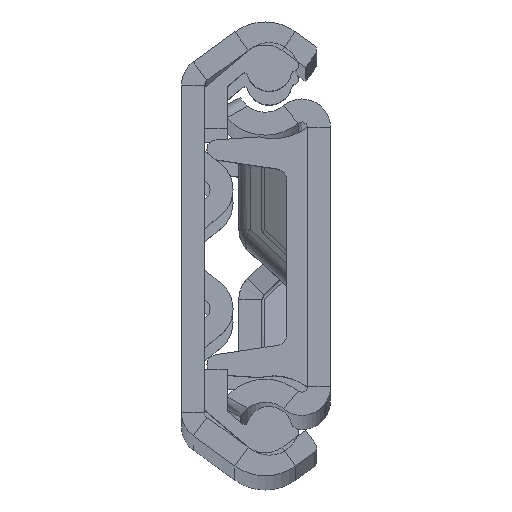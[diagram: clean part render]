
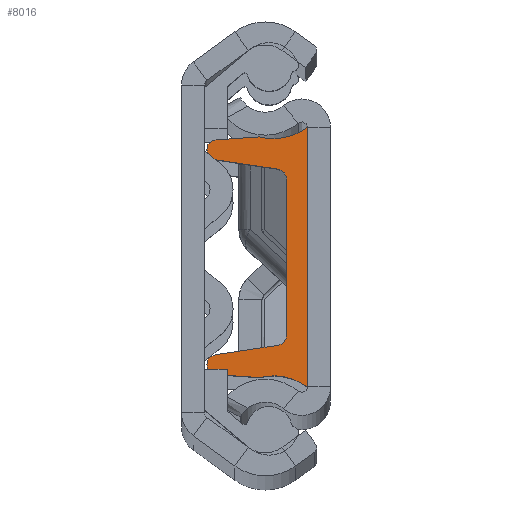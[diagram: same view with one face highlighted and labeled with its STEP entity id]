
A CAD part, top view. The second image highlights one B-rep face of the part: STEP entity #8016.
In plain terms, the highlighted face is planar.
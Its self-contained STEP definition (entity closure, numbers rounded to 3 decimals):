
#115 = CARTESIAN_POINT ( 'NONE',  ( 6., 10.248, 7.983 ) ) ;
#134 = CARTESIAN_POINT ( 'NONE',  ( 6., 8.51, 8.055 ) ) ;
#335 = AXIS2_PLACEMENT_3D ( 'NONE', #7397, #4291, #389 ) ;
#388 = LINE ( 'NONE', #8179, #4936 ) ;
#389 = DIRECTION ( 'NONE',  ( 0., 0., -1. ) ) ;
#430 = LINE ( 'NONE', #6551, #3881 ) ;
#460 = AXIS2_PLACEMENT_3D ( 'NONE', #7661, #9115, #1652 ) ;
#469 = CARTESIAN_POINT ( 'NONE',  ( 6., -6.708, 1.8 ) ) ;
#623 = CIRCLE ( 'NONE', #460, 5. ) ;
#696 = CIRCLE ( 'NONE', #7513, 0.875 ) ;
#729 = AXIS2_PLACEMENT_3D ( 'NONE', #7539, #4633, #6796 ) ;
#871 = DIRECTION ( 'NONE',  ( 0., 0., -1. ) ) ;
#895 = ORIENTED_EDGE ( 'NONE', *, *, #5199, .T. ) ;
#924 = PLANE ( 'NONE',  #729 ) ;
#1080 = CARTESIAN_POINT ( 'NONE',  ( 6., -15.35, 3. ) ) ;
#1194 = CARTESIAN_POINT ( 'NONE',  ( 6., 10.5, 4.216 ) ) ;
#1221 = ORIENTED_EDGE ( 'NONE', *, *, #1598, .T. ) ;
#1272 = AXIS2_PLACEMENT_3D ( 'NONE', #4523, #8384, #6785 ) ;
#1518 = VECTOR ( 'NONE', #7690, 1000. ) ;
#1553 = CARTESIAN_POINT ( 'NONE',  ( 6., -10.5, 4.216 ) ) ;
#1598 = EDGE_CURVE ( 'NONE', #9612, #2841, #6063, .T. ) ;
#1652 = DIRECTION ( 'NONE',  ( 0., 0., -1. ) ) ;
#1763 = DIRECTION ( 'NONE',  ( 0., 0., -1. ) ) ;
#1842 = VERTEX_POINT ( 'NONE', #3001 ) ;
#1989 = CARTESIAN_POINT ( 'NONE',  ( 6., 11.35, 0. ) ) ;
#2079 = VERTEX_POINT ( 'NONE', #1989 ) ;
#2456 = AXIS2_PLACEMENT_3D ( 'NONE', #3136, #7727, #871 ) ;
#2589 = VERTEX_POINT ( 'NONE', #9551 ) ;
#2739 = DIRECTION ( 'NONE',  ( 0., 0., -1. ) ) ;
#2841 = VERTEX_POINT ( 'NONE', #3192 ) ;
#2906 = VERTEX_POINT ( 'NONE', #6989 ) ;
#2935 = CIRCLE ( 'NONE', #6263, 5. ) ;
#3001 = CARTESIAN_POINT ( 'NONE',  ( 6., -10.248, 7.983 ) ) ;
#3131 = DIRECTION ( 'NONE',  ( 0., 0.149, -0.989 ) ) ;
#3136 = CARTESIAN_POINT ( 'NONE',  ( 6., 9.375, 7.925 ) ) ;
#3192 = CARTESIAN_POINT ( 'NONE',  ( 6., 9.375, 8.8 ) ) ;
#3257 = CARTESIAN_POINT ( 'NONE',  ( 6., -6.708, 2.8 ) ) ;
#3544 = DIRECTION ( 'NONE',  ( 0., -0.149, -0.989 ) ) ;
#3601 = EDGE_CURVE ( 'NONE', #4149, #2906, #430, .T. ) ;
#3616 = EDGE_CURVE ( 'NONE', #6242, #4783, #2935, .T. ) ;
#3753 = CIRCLE ( 'NONE', #9298, 0.875 ) ;
#3807 = EDGE_CURVE ( 'NONE', #2841, #4149, #6574, .T. ) ;
#3818 = AXIS2_PLACEMENT_3D ( 'NONE', #3257, #6320, #8559 ) ;
#3881 = VECTOR ( 'NONE', #3544, 1000. ) ;
#4149 = VERTEX_POINT ( 'NONE', #134 ) ;
#4291 = DIRECTION ( 'NONE',  ( 1., 0., 0. ) ) ;
#4464 = DIRECTION ( 'NONE',  ( 0., 0., -1. ) ) ;
#4466 = EDGE_CURVE ( 'NONE', #5625, #8405, #5180, .T. ) ;
#4523 = CARTESIAN_POINT ( 'NONE',  ( 6., 6.708, 2.8 ) ) ;
#4582 = CARTESIAN_POINT ( 'NONE',  ( 6., 0., 1.8 ) ) ;
#4612 = CARTESIAN_POINT ( 'NONE',  ( 6., -9.375, 7.925 ) ) ;
#4633 = DIRECTION ( 'NONE',  ( 1., 0., 0. ) ) ;
#4663 = ORIENTED_EDGE ( 'NONE', *, *, #9632, .F. ) ;
#4783 = VERTEX_POINT ( 'NONE', #1553 ) ;
#4888 = ORIENTED_EDGE ( 'NONE', *, *, #7635, .T. ) ;
#4936 = VECTOR ( 'NONE', #9020, 1000. ) ;
#5042 = EDGE_LOOP ( 'NONE', ( #9331, #4888, #895, #9168, #6803, #8951, #7580, #5891, #1221, #8702, #5851, #4663, #8660, #5209 ) ) ;
#5161 = LINE ( 'NONE', #5253, #6128 ) ;
#5180 = LINE ( 'NONE', #4582, #5616 ) ;
#5199 = EDGE_CURVE ( 'NONE', #2589, #1842, #696, .T. ) ;
#5209 = ORIENTED_EDGE ( 'NONE', *, *, #9378, .F. ) ;
#5211 = EDGE_CURVE ( 'NONE', #7077, #6900, #6930, .T. ) ;
#5253 = CARTESIAN_POINT ( 'NONE',  ( 6., 0., 0. ) ) ;
#5323 = DIRECTION ( 'NONE',  ( 0., -1., 0. ) ) ;
#5482 = EDGE_CURVE ( 'NONE', #2079, #6242, #5161, .T. ) ;
#5549 = EDGE_CURVE ( 'NONE', #7891, #9612, #5612, .T. ) ;
#5612 = LINE ( 'NONE', #9334, #1518 ) ;
#5616 = VECTOR ( 'NONE', #5323, 1000. ) ;
#5625 = VERTEX_POINT ( 'NONE', #6261 ) ;
#5783 = VECTOR ( 'NONE', #3131, 1000. ) ;
#5851 = ORIENTED_EDGE ( 'NONE', *, *, #3601, .T. ) ;
#5891 = ORIENTED_EDGE ( 'NONE', *, *, #5549, .T. ) ;
#6063 = CIRCLE ( 'NONE', #335, 0.875 ) ;
#6128 = VECTOR ( 'NONE', #8957, 1000. ) ;
#6242 = VERTEX_POINT ( 'NONE', #8324 ) ;
#6249 = CARTESIAN_POINT ( 'NONE',  ( 6., -7.136, -1.074 ) ) ;
#6261 = CARTESIAN_POINT ( 'NONE',  ( 6., 6.708, 1.8 ) ) ;
#6263 = AXIS2_PLACEMENT_3D ( 'NONE', #1080, #9539, #2739 ) ;
#6320 = DIRECTION ( 'NONE',  ( 1., 0., 0. ) ) ;
#6339 = EDGE_CURVE ( 'NONE', #7891, #2079, #623, .T. ) ;
#6551 = CARTESIAN_POINT ( 'NONE',  ( 6., 7.136, -1.074 ) ) ;
#6574 = CIRCLE ( 'NONE', #2456, 0.875 ) ;
#6785 = DIRECTION ( 'NONE',  ( 0., 0., -1. ) ) ;
#6796 = DIRECTION ( 'NONE',  ( 0., 0., -1. ) ) ;
#6803 = ORIENTED_EDGE ( 'NONE', *, *, #3616, .F. ) ;
#6881 = CARTESIAN_POINT ( 'NONE',  ( 6., -9.375, 7.925 ) ) ;
#6900 = VERTEX_POINT ( 'NONE', #8785 ) ;
#6930 = LINE ( 'NONE', #6249, #5783 ) ;
#6941 = FACE_OUTER_BOUND ( 'NONE', #5042, .T. ) ;
#6989 = CARTESIAN_POINT ( 'NONE',  ( 6., 7.697, 2.651 ) ) ;
#7077 = VERTEX_POINT ( 'NONE', #7393 ) ;
#7393 = CARTESIAN_POINT ( 'NONE',  ( 6., -8.51, 8.055 ) ) ;
#7397 = CARTESIAN_POINT ( 'NONE',  ( 6., 9.375, 7.925 ) ) ;
#7513 = AXIS2_PLACEMENT_3D ( 'NONE', #6881, #9323, #1763 ) ;
#7539 = CARTESIAN_POINT ( 'NONE',  ( 6., 0., 0. ) ) ;
#7580 = ORIENTED_EDGE ( 'NONE', *, *, #6339, .F. ) ;
#7635 = EDGE_CURVE ( 'NONE', #7077, #2589, #3753, .T. ) ;
#7661 = CARTESIAN_POINT ( 'NONE',  ( 6., 15.35, 3. ) ) ;
#7690 = DIRECTION ( 'NONE',  ( 0., -0.067, 0.998 ) ) ;
#7727 = DIRECTION ( 'NONE',  ( 1., 0., 0. ) ) ;
#7767 = CIRCLE ( 'NONE', #1272, 1. ) ;
#7891 = VERTEX_POINT ( 'NONE', #1194 ) ;
#8016 = ADVANCED_FACE ( 'NONE', ( #6941 ), #924, .T. ) ;
#8179 = CARTESIAN_POINT ( 'NONE',  ( 6., -10.734, 0.718 ) ) ;
#8324 = CARTESIAN_POINT ( 'NONE',  ( 6., -11.35, 0. ) ) ;
#8384 = DIRECTION ( 'NONE',  ( 1., 0., 0. ) ) ;
#8405 = VERTEX_POINT ( 'NONE', #469 ) ;
#8559 = DIRECTION ( 'NONE',  ( 0., 0., -1. ) ) ;
#8660 = ORIENTED_EDGE ( 'NONE', *, *, #4466, .T. ) ;
#8702 = ORIENTED_EDGE ( 'NONE', *, *, #3807, .T. ) ;
#8785 = CARTESIAN_POINT ( 'NONE',  ( 6., -7.697, 2.651 ) ) ;
#8951 = ORIENTED_EDGE ( 'NONE', *, *, #5482, .F. ) ;
#8957 = DIRECTION ( 'NONE',  ( 0., -1., 0. ) ) ;
#9020 = DIRECTION ( 'NONE',  ( 0., 0.067, 0.998 ) ) ;
#9035 = CIRCLE ( 'NONE', #3818, 1. ) ;
#9115 = DIRECTION ( 'NONE',  ( 1., 0., 0. ) ) ;
#9168 = ORIENTED_EDGE ( 'NONE', *, *, #9402, .F. ) ;
#9298 = AXIS2_PLACEMENT_3D ( 'NONE', #4612, #9815, #4464 ) ;
#9323 = DIRECTION ( 'NONE',  ( 1., 0., 0. ) ) ;
#9331 = ORIENTED_EDGE ( 'NONE', *, *, #5211, .F. ) ;
#9334 = CARTESIAN_POINT ( 'NONE',  ( 6., 10.734, 0.718 ) ) ;
#9378 = EDGE_CURVE ( 'NONE', #6900, #8405, #9035, .T. ) ;
#9402 = EDGE_CURVE ( 'NONE', #4783, #1842, #388, .T. ) ;
#9539 = DIRECTION ( 'NONE',  ( 1., 0., 0. ) ) ;
#9551 = CARTESIAN_POINT ( 'NONE',  ( 6., -9.375, 8.8 ) ) ;
#9612 = VERTEX_POINT ( 'NONE', #115 ) ;
#9632 = EDGE_CURVE ( 'NONE', #5625, #2906, #7767, .T. ) ;
#9815 = DIRECTION ( 'NONE',  ( 1., 0., 0. ) ) ;
